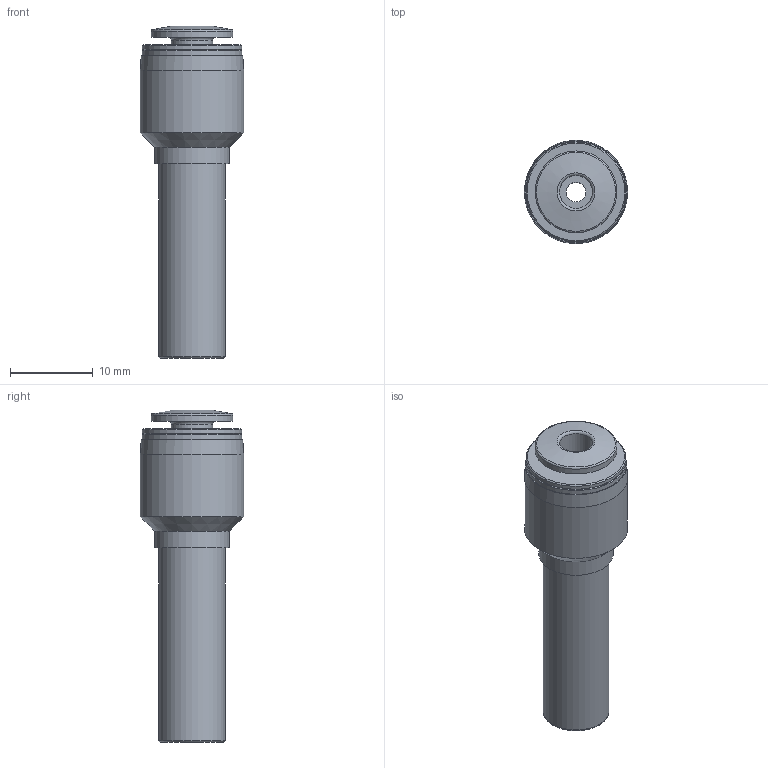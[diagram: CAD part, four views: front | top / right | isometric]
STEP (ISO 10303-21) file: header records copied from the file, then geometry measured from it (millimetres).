
FILE_DESCRIPTION(/* description */ ('STEP AP214'),/* implementation_level */ '2;1');
FILE_NAME(/* name */ '130622_QS-8H-4',/* time_stamp */ '2024-09-12T20:59:39+02:00',/* author */ ('License CC BY-ND 4.0'),/* organization */ ('CADENAS'),/* preprocessor_version */ 'ST-DEVELOPER v19.3',/* originating_system */ 'PARTsolutions',/* authorisation */ ' ');
FILE_SCHEMA (('AUTOMOTIVE_DESIGN {1 0 10303 214 3 1 1}'));
Length unit declared in the file: millimetre
Products named in the file (1): 130622 QS-8H-4
Bounding box: 12.5 x 12.5 x 40.2 mm (x, y, z)
Volume: 2570.7 mm3; surface area: 1849.5 mm2
Topology: 1 solids, 1 shells, 25 faces, 44 edges, 25 vertices
Faces by surface type: cylinder 9, cone 6, plane 6, torus 4
Full cylindrical faces by diameter (mm): 2.4 x1, 4 x1, 5 x1, 8 x1, 9 x1, 9.9 x1, 12.1 x2, 12.5 x1
Entity records: 707 total; most frequent: DIRECTION 102, CARTESIAN_POINT 76, AXIS2_PLACEMENT_3D 51, ORIENTED_EDGE 50, EDGE_LOOP 50, FACE_BOUND 50, EDGE_CURVE 25, VERTEX_POINT 25
